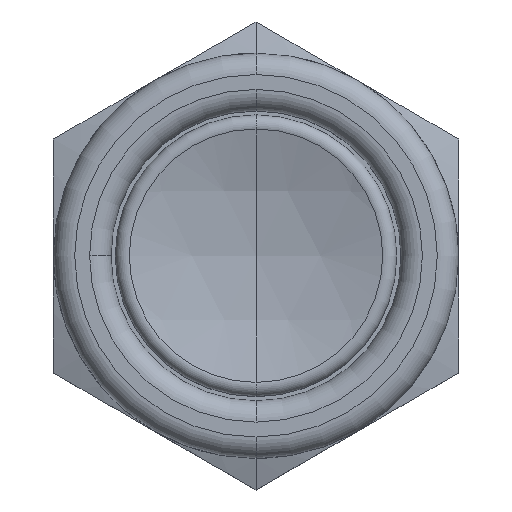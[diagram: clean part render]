
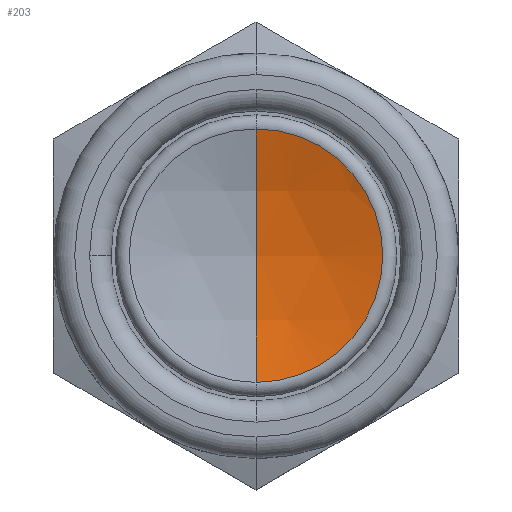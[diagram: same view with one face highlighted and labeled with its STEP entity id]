
A CAD part, top view. The second image highlights one B-rep face of the part: STEP entity #203.
In plain terms, the highlighted spherical face has radius 18.605 mm.
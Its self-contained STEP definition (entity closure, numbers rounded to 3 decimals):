
#123=CARTESIAN_POINT('Vertex',(44.,54.44,59.974)) ;
#126=CARTESIAN_POINT('Axis2P3D Location',(44.,48.5,59.974)) ;
#130=CARTESIAN_POINT('Vertex',(49.94,48.5,59.974)) ;
#133=CARTESIAN_POINT('Axis2P3D Location',(44.,48.5,59.974)) ;
#137=CARTESIAN_POINT('Vertex',(44.,42.56,59.974)) ;
#188=CARTESIAN_POINT('Axis2P3D Location',(44.,48.5,77.605)) ;
#193=CARTESIAN_POINT('Axis2P3D Location',(44.,48.5,77.605)) ;
#127=DIRECTION('Axis2P3D Direction',(0.,0.,1.)) ;
#134=DIRECTION('Axis2P3D Direction',(0.,0.,1.)) ;
#189=DIRECTION('Axis2P3D Direction',(0.,1.,0.)) ;
#190=DIRECTION('Axis2P3D XDirection',(1.,0.,0.)) ;
#194=DIRECTION('Axis2P3D Direction',(1.,0.,0.)) ;
#128=AXIS2_PLACEMENT_3D('Circle Axis2P3D',#126,#127,$) ;
#135=AXIS2_PLACEMENT_3D('Circle Axis2P3D',#133,#134,$) ;
#191=AXIS2_PLACEMENT_3D('Sphere Axis2P3D',#188,#189,#190) ;
#195=AXIS2_PLACEMENT_3D('Circle Axis2P3D',#193,#194,$) ;
#199=ORIENTED_EDGE('',*,*,#139,.T.) ;
#200=ORIENTED_EDGE('',*,*,#132,.T.) ;
#201=ORIENTED_EDGE('',*,*,#197,.F.) ;
#203=ADVANCED_FACE('MANIFOLD_SOLID_BREP #9',(#202),#192,.F.) ;
#129=CIRCLE('generated circle',#128,5.94) ;
#136=CIRCLE('generated circle',#135,5.94) ;
#196=CIRCLE('generated circle',#195,18.605) ;
#132=EDGE_CURVE('',#131,#124,#129,.T.) ;
#139=EDGE_CURVE('',#138,#131,#136,.T.) ;
#197=EDGE_CURVE('',#138,#124,#196,.T.) ;
#198=EDGE_LOOP('',(#199,#200,#201)) ;
#202=FACE_OUTER_BOUND('',#198,.T.) ;
#192=SPHERICAL_SURFACE('',#191,18.605) ;
#124=VERTEX_POINT('',#123) ;
#131=VERTEX_POINT('',#130) ;
#138=VERTEX_POINT('',#137) ;
